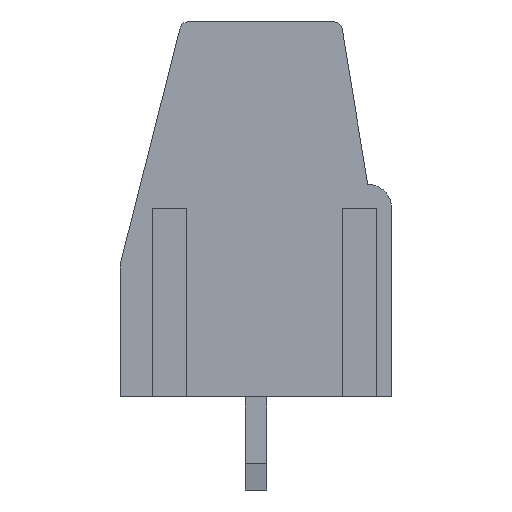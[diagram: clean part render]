
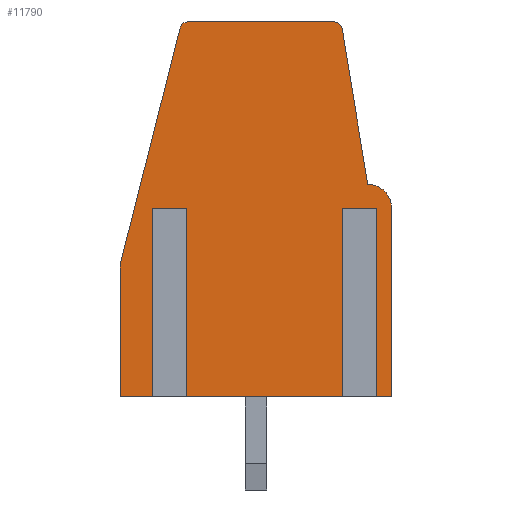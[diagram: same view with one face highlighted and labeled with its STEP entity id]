
A CAD part, left-side view. The second image highlights one B-rep face of the part: STEP entity #11790.
In plain terms, the highlighted planar face has unit normal (-1, 0, 0).
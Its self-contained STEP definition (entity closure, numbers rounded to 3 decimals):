
#8195 = VERTEX_POINT('',#8196);
#8196 = CARTESIAN_POINT('',(-45.72,2.586,14.1));
#8202 = EDGE_CURVE('',#8203,#8195,#8205,.T.);
#8203 = VERTEX_POINT('',#8204);
#8204 = CARTESIAN_POINT('',(-45.72,-2.925,14.1));
#8205 = LINE('',#8206,#8207);
#8206 = CARTESIAN_POINT('',(-45.72,-3.18,14.1));
#8207 = VECTOR('',#8208,1.);
#8208 = DIRECTION('',(0.,1.,0.));
#10327 = VERTEX_POINT('',#10328);
#10328 = CARTESIAN_POINT('',(-45.72,2.877,13.874));
#10334 = EDGE_CURVE('',#8195,#10327,#10335,.T.);
#10335 = CIRCLE('',#10336,0.3);
#10336 = AXIS2_PLACEMENT_3D('',#10337,#10338,#10339);
#10337 = CARTESIAN_POINT('',(-45.72,2.586,13.8));
#10338 = DIRECTION('',(-1.,0.,0.));
#10339 = DIRECTION('',(0.,-1.,0.));
#11790 = ADVANCED_FACE('',(#11791),#11915,.T.);
#11791 = FACE_BOUND('',#11792,.T.);
#11792 = EDGE_LOOP('',(#11793,#11803,#11811,#11819,#11827,#11835,#11843,
    #11851,#11859,#11867,#11876,#11884,#11891,#11892,#11893,#11901,
    #11909));
#11793 = ORIENTED_EDGE('',*,*,#11794,.F.);
#11794 = EDGE_CURVE('',#11795,#11797,#11799,.T.);
#11795 = VERTEX_POINT('',#11796);
#11796 = CARTESIAN_POINT('',(-45.72,3.569,7.1));
#11797 = VERTEX_POINT('',#11798);
#11798 = CARTESIAN_POINT('',(-45.72,3.569,0.));
#11799 = LINE('',#11800,#11801);
#11800 = CARTESIAN_POINT('',(-45.72,3.569,6.7));
#11801 = VECTOR('',#11802,1.);
#11802 = DIRECTION('',(0.,0.,-1.));
#11803 = ORIENTED_EDGE('',*,*,#11804,.F.);
#11804 = EDGE_CURVE('',#11805,#11795,#11807,.T.);
#11805 = VERTEX_POINT('',#11806);
#11806 = CARTESIAN_POINT('',(-45.72,2.971,7.1));
#11807 = LINE('',#11808,#11809);
#11808 = CARTESIAN_POINT('',(-45.72,3.569,7.1));
#11809 = VECTOR('',#11810,1.);
#11810 = DIRECTION('',(0.,1.,0.));
#11811 = ORIENTED_EDGE('',*,*,#11812,.T.);
#11812 = EDGE_CURVE('',#11805,#11813,#11815,.T.);
#11813 = VERTEX_POINT('',#11814);
#11814 = CARTESIAN_POINT('',(-45.72,2.971,0.));
#11815 = LINE('',#11816,#11817);
#11816 = CARTESIAN_POINT('',(-45.72,2.971,6.7));
#11817 = VECTOR('',#11818,1.);
#11818 = DIRECTION('',(0.,0.,-1.));
#11819 = ORIENTED_EDGE('',*,*,#11820,.T.);
#11820 = EDGE_CURVE('',#11813,#11821,#11823,.T.);
#11821 = VERTEX_POINT('',#11822);
#11822 = CARTESIAN_POINT('',(-45.72,-3.581,0.));
#11823 = LINE('',#11824,#11825);
#11824 = CARTESIAN_POINT('',(-45.72,5.12,0.));
#11825 = VECTOR('',#11826,1.);
#11826 = DIRECTION('',(0.,-1.,0.));
#11827 = ORIENTED_EDGE('',*,*,#11828,.F.);
#11828 = EDGE_CURVE('',#11829,#11821,#11831,.T.);
#11829 = VERTEX_POINT('',#11830);
#11830 = CARTESIAN_POINT('',(-45.72,-3.581,7.1));
#11831 = LINE('',#11832,#11833);
#11832 = CARTESIAN_POINT('',(-45.72,-3.581,6.7));
#11833 = VECTOR('',#11834,1.);
#11834 = DIRECTION('',(0.,0.,-1.));
#11835 = ORIENTED_EDGE('',*,*,#11836,.F.);
#11836 = EDGE_CURVE('',#11837,#11829,#11839,.T.);
#11837 = VERTEX_POINT('',#11838);
#11838 = CARTESIAN_POINT('',(-45.72,-4.179,7.1));
#11839 = LINE('',#11840,#11841);
#11840 = CARTESIAN_POINT('',(-45.72,-4.179,7.1));
#11841 = VECTOR('',#11842,1.);
#11842 = DIRECTION('',(0.,1.,0.));
#11843 = ORIENTED_EDGE('',*,*,#11844,.T.);
#11844 = EDGE_CURVE('',#11837,#11845,#11847,.T.);
#11845 = VERTEX_POINT('',#11846);
#11846 = CARTESIAN_POINT('',(-45.72,-4.179,0.));
#11847 = LINE('',#11848,#11849);
#11848 = CARTESIAN_POINT('',(-45.72,-4.179,6.7));
#11849 = VECTOR('',#11850,1.);
#11850 = DIRECTION('',(0.,0.,-1.));
#11851 = ORIENTED_EDGE('',*,*,#11852,.T.);
#11852 = EDGE_CURVE('',#11845,#11853,#11855,.T.);
#11853 = VERTEX_POINT('',#11854);
#11854 = CARTESIAN_POINT('',(-45.72,-5.08,0.));
#11855 = LINE('',#11856,#11857);
#11856 = CARTESIAN_POINT('',(-45.72,5.12,0.));
#11857 = VECTOR('',#11858,1.);
#11858 = DIRECTION('',(0.,-1.,0.));
#11859 = ORIENTED_EDGE('',*,*,#11860,.T.);
#11860 = EDGE_CURVE('',#11853,#11861,#11863,.T.);
#11861 = VERTEX_POINT('',#11862);
#11862 = CARTESIAN_POINT('',(-45.72,-5.08,7.1));
#11863 = LINE('',#11864,#11865);
#11864 = CARTESIAN_POINT('',(-45.72,-5.08,0.));
#11865 = VECTOR('',#11866,1.);
#11866 = DIRECTION('',(0.,0.,1.));
#11867 = ORIENTED_EDGE('',*,*,#11868,.T.);
#11868 = EDGE_CURVE('',#11861,#11869,#11871,.T.);
#11869 = VERTEX_POINT('',#11870);
#11870 = CARTESIAN_POINT('',(-45.72,-4.18,8.));
#11871 = CIRCLE('',#11872,0.9);
#11872 = AXIS2_PLACEMENT_3D('',#11873,#11874,#11875);
#11873 = CARTESIAN_POINT('',(-45.72,-4.18,7.1));
#11874 = DIRECTION('',(-1.,0.,0.));
#11875 = DIRECTION('',(0.,1.,0.));
#11876 = ORIENTED_EDGE('',*,*,#11877,.T.);
#11877 = EDGE_CURVE('',#11869,#11878,#11880,.T.);
#11878 = VERTEX_POINT('',#11879);
#11879 = CARTESIAN_POINT('',(-45.72,-3.221,13.849));
#11880 = LINE('',#11881,#11882);
#11881 = CARTESIAN_POINT('',(-45.72,-4.18,8.));
#11882 = VECTOR('',#11883,1.);
#11883 = DIRECTION('',(0.,0.162,0.987));
#11884 = ORIENTED_EDGE('',*,*,#11885,.T.);
#11885 = EDGE_CURVE('',#11878,#8203,#11886,.T.);
#11886 = CIRCLE('',#11887,0.3);
#11887 = AXIS2_PLACEMENT_3D('',#11888,#11889,#11890);
#11888 = CARTESIAN_POINT('',(-45.72,-2.925,13.8));
#11889 = DIRECTION('',(-1.,0.,0.));
#11890 = DIRECTION('',(0.,-1.,0.));
#11891 = ORIENTED_EDGE('',*,*,#8202,.T.);
#11892 = ORIENTED_EDGE('',*,*,#10334,.T.);
#11893 = ORIENTED_EDGE('',*,*,#11894,.T.);
#11894 = EDGE_CURVE('',#10327,#11895,#11897,.T.);
#11895 = VERTEX_POINT('',#11896);
#11896 = CARTESIAN_POINT('',(-45.72,5.12,5.));
#11897 = LINE('',#11898,#11899);
#11898 = CARTESIAN_POINT('',(-45.72,2.82,14.1));
#11899 = VECTOR('',#11900,1.);
#11900 = DIRECTION('',(0.,0.245,-0.97));
#11901 = ORIENTED_EDGE('',*,*,#11902,.T.);
#11902 = EDGE_CURVE('',#11895,#11903,#11905,.T.);
#11903 = VERTEX_POINT('',#11904);
#11904 = CARTESIAN_POINT('',(-45.72,5.12,0.));
#11905 = LINE('',#11906,#11907);
#11906 = CARTESIAN_POINT('',(-45.72,5.12,5.));
#11907 = VECTOR('',#11908,1.);
#11908 = DIRECTION('',(0.,0.,-1.));
#11909 = ORIENTED_EDGE('',*,*,#11910,.T.);
#11910 = EDGE_CURVE('',#11903,#11797,#11911,.T.);
#11911 = LINE('',#11912,#11913);
#11912 = CARTESIAN_POINT('',(-45.72,5.12,0.));
#11913 = VECTOR('',#11914,1.);
#11914 = DIRECTION('',(0.,-1.,0.));
#11915 = PLANE('',#11916);
#11916 = AXIS2_PLACEMENT_3D('',#11917,#11918,#11919);
#11917 = CARTESIAN_POINT('',(-45.72,-4.18,7.1));
#11918 = DIRECTION('',(-1.,0.,0.));
#11919 = DIRECTION('',(0.,-1.,0.));
